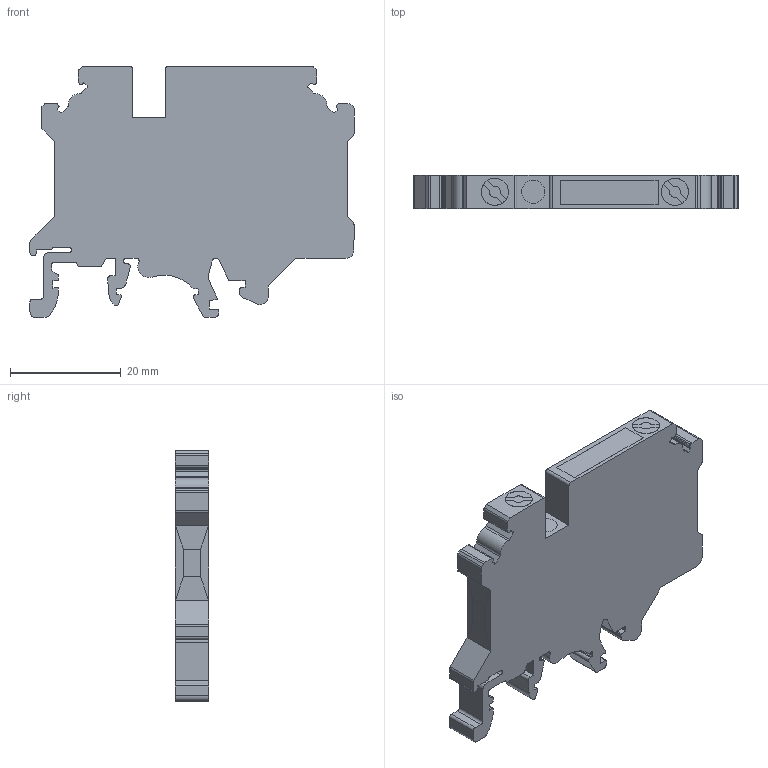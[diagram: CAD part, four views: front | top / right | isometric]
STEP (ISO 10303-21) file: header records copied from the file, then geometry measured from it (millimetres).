
FILE_DESCRIPTION(/* description */ (''),/* implementation_level */ '2;1');
FILE_NAME(/* name */ 'CKT4SPSC.stp',/* time_stamp */ '2017-05-31T15:42:00-04:00',/* author */ ('CAD Station'),/* organization */ (''),/* preprocessor_version */ 'ST-DEVELOPER v16.1',/* originating_system */ 'Autodesk Inventor 2016',/* authorisation */ '');
FILE_SCHEMA (('AUTOMOTIVE_DESIGN { 1 0 10303 214 3 1 1 }'));
Length unit declared in the file: metre
Products named in the file (1): ckt4spsc
Bounding box: 58.51 x 6 x 45.31 mm (x, y, z)
Volume: 11631.2 mm3; surface area: 5714.6 mm2
Topology: 1 solids, 1 shells, 232 faces, 654 edges, 428 vertices
Faces by surface type: plane 140, cylinder 92
Full cylindrical faces by diameter (mm): 4.2 x1, 4.9 x2
Entity records: 7747 total; most frequent: CARTESIAN_POINT 1308, DIRECTION 1305, ORIENTED_EDGE 1298, EDGE_CURVE 649, LINE 459, VECTOR 459, VERTEX_POINT 426, AXIS2_PLACEMENT_3D 423
